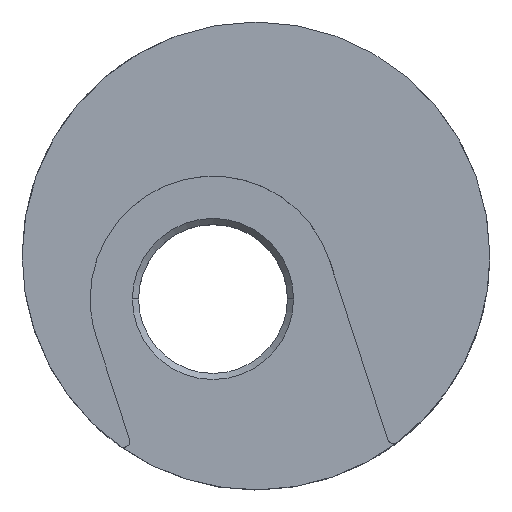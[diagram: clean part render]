
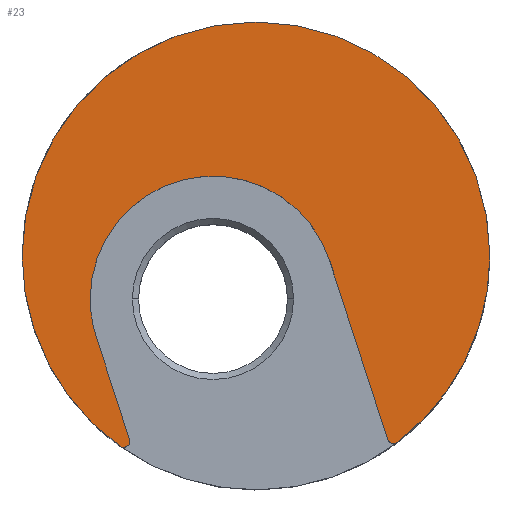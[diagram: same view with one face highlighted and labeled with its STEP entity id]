
A CAD part, top view. The second image highlights one B-rep face of the part: STEP entity #23.
In plain terms, the highlighted planar face has unit normal (0, 0, 1).
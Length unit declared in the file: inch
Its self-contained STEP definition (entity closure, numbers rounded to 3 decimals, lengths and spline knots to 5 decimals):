
#10 = DIRECTION ( 'NONE',  ( 0., 0., -1. ) ) ;
#23 = ADVANCED_FACE ( 'NONE', ( #829 ), #565, .F. ) ;
#57 = ORIENTED_EDGE ( 'NONE', *, *, #1455, .F. ) ;
#131 = EDGE_CURVE ( 'NONE', #893, #1322, #1947, .T. ) ;
#162 = EDGE_CURVE ( 'NONE', #363, #2092, #1900, .T. ) ;
#214 = VERTEX_POINT ( 'NONE', #866 ) ;
#241 = CARTESIAN_POINT ( 'NONE',  ( -0.29777, -0.47251, 0. ) ) ;
#301 = CARTESIAN_POINT ( 'NONE',  ( 0.88794, 0.13794, 0. ) ) ;
#312 = EDGE_CURVE ( 'NONE', #1135, #1801, #464, .T. ) ;
#340 = DIRECTION ( 'NONE',  ( -0.309, 0.951, 0. ) ) ;
#350 = CARTESIAN_POINT ( 'NONE',  ( 0., 0., 0. ) ) ;
#363 = VERTEX_POINT ( 'NONE', #1319 ) ;
#375 = LINE ( 'NONE', #836, #1574 ) ;
#400 = DIRECTION ( 'NONE',  ( 1., 0., 0. ) ) ;
#464 = CIRCLE ( 'NONE', #1034, 0.01969 ) ;
#473 = AXIS2_PLACEMENT_3D ( 'NONE', #838, #1166, #997 ) ;
#515 = DIRECTION ( 'NONE',  ( 1., 0., 0. ) ) ;
#522 = AXIS2_PLACEMENT_3D ( 'NONE', #1064, #1546, #400 ) ;
#531 = AXIS2_PLACEMENT_3D ( 'NONE', #1165, #10, #996 ) ;
#563 = ORIENTED_EDGE ( 'NONE', *, *, #312, .F. ) ;
#565 = PLANE ( 'NONE',  #522 ) ;
#649 = VERTEX_POINT ( 'NONE', #241 ) ;
#665 = DIRECTION ( 'NONE',  ( 0., 0., 1. ) ) ;
#692 = EDGE_CURVE ( 'NONE', #1610, #363, #1542, .T. ) ;
#739 = AXIS2_PLACEMENT_3D ( 'NONE', #770, #1881, #2039 ) ;
#743 = CIRCLE ( 'NONE', #531, 0.01969 ) ;
#770 = CARTESIAN_POINT ( 'NONE',  ( 0., 0., 0. ) ) ;
#790 = CARTESIAN_POINT ( 'NONE',  ( 0.57898, -0.44416, 0. ) ) ;
#829 = FACE_OUTER_BOUND ( 'NONE', #2004, .T. ) ;
#836 = CARTESIAN_POINT ( 'NONE',  ( 0.37443, 0.12166, 0. ) ) ;
#838 = CARTESIAN_POINT ( 'NONE',  ( 0.13794, 0.13794, 0. ) ) ;
#866 = CARTESIAN_POINT ( 'NONE',  ( -0.26762, -0.45041, 0. ) ) ;
#893 = VERTEX_POINT ( 'NONE', #301 ) ;
#904 = DIRECTION ( 'NONE',  ( 0., 0., 1. ) ) ;
#905 = CARTESIAN_POINT ( 'NONE',  ( 0.56026, -0.45025, 0. ) ) ;
#950 = DIRECTION ( 'NONE',  ( 1., 0., 0. ) ) ;
#981 = ORIENTED_EDGE ( 'NONE', *, *, #162, .F. ) ;
#996 = DIRECTION ( 'NONE',  ( 1., 0., 0. ) ) ;
#997 = DIRECTION ( 'NONE',  ( 1., 0., 0. ) ) ;
#1009 = CARTESIAN_POINT ( 'NONE',  ( -0.61206, 0.13794, 0. ) ) ;
#1034 = AXIS2_PLACEMENT_3D ( 'NONE', #790, #1905, #950 ) ;
#1048 = EDGE_CURVE ( 'NONE', #1135, #893, #1255, .T. ) ;
#1064 = CARTESIAN_POINT ( 'NONE',  ( 0.13794, 0.13794, 0. ) ) ;
#1134 = ORIENTED_EDGE ( 'NONE', *, *, #692, .F. ) ;
#1135 = VERTEX_POINT ( 'NONE', #1989 ) ;
#1165 = CARTESIAN_POINT ( 'NONE',  ( -0.28634, -0.45649, 0. ) ) ;
#1166 = DIRECTION ( 'NONE',  ( 0., 0., 1. ) ) ;
#1195 = AXIS2_PLACEMENT_3D ( 'NONE', #1336, #665, #1794 ) ;
#1206 = EDGE_CURVE ( 'NONE', #214, #649, #743, .T. ) ;
#1221 = ORIENTED_EDGE ( 'NONE', *, *, #1048, .T. ) ;
#1255 = CIRCLE ( 'NONE', #1977, 0.75 ) ;
#1263 = VECTOR ( 'NONE', #1971, 39.37008 ) ;
#1319 = CARTESIAN_POINT ( 'NONE',  ( -0.3937, 0., 0. ) ) ;
#1322 = VERTEX_POINT ( 'NONE', #1009 ) ;
#1336 = CARTESIAN_POINT ( 'NONE',  ( 0.13794, 0.13794, 0. ) ) ;
#1366 = LINE ( 'NONE', #1666, #1263 ) ;
#1395 = ORIENTED_EDGE ( 'NONE', *, *, #1911, .F. ) ;
#1455 = EDGE_CURVE ( 'NONE', #1801, #1610, #375, .T. ) ;
#1488 = ORIENTED_EDGE ( 'NONE', *, *, #1206, .F. ) ;
#1501 = DIRECTION ( 'NONE',  ( 0., 0., 1. ) ) ;
#1513 = AXIS2_PLACEMENT_3D ( 'NONE', #350, #1501, #515 ) ;
#1542 = CIRCLE ( 'NONE', #739, 0.3937 ) ;
#1546 = DIRECTION ( 'NONE',  ( 0., 0., -1. ) ) ;
#1574 = VECTOR ( 'NONE', #340, 39.37008 ) ;
#1610 = VERTEX_POINT ( 'NONE', #1743 ) ;
#1666 = CARTESIAN_POINT ( 'NONE',  ( -0.37443, -0.12166, 0. ) ) ;
#1743 = CARTESIAN_POINT ( 'NONE',  ( 0.37443, 0.12166, 0. ) ) ;
#1781 = CARTESIAN_POINT ( 'NONE',  ( -0.37443, -0.12166, 0. ) ) ;
#1794 = DIRECTION ( 'NONE',  ( 1., 0., 0. ) ) ;
#1801 = VERTEX_POINT ( 'NONE', #905 ) ;
#1847 = DIRECTION ( 'NONE',  ( 1., 0., 0. ) ) ;
#1881 = DIRECTION ( 'NONE',  ( 0., 0., 1. ) ) ;
#1882 = ORIENTED_EDGE ( 'NONE', *, *, #1949, .T. ) ;
#1900 = CIRCLE ( 'NONE', #1513, 0.3937 ) ;
#1905 = DIRECTION ( 'NONE',  ( 0., 0., -1. ) ) ;
#1911 = EDGE_CURVE ( 'NONE', #2092, #214, #1366, .T. ) ;
#1947 = CIRCLE ( 'NONE', #1195, 0.75 ) ;
#1949 = EDGE_CURVE ( 'NONE', #1322, #649, #2041, .T. ) ;
#1971 = DIRECTION ( 'NONE',  ( 0.309, -0.951, 0. ) ) ;
#1977 = AXIS2_PLACEMENT_3D ( 'NONE', #2018, #904, #1847 ) ;
#1989 = CARTESIAN_POINT ( 'NONE',  ( 0.59087, -0.45985, 0. ) ) ;
#2004 = EDGE_LOOP ( 'NONE', ( #1395, #981, #1134, #57, #563, #1221, #2023, #1882, #1488 ) ) ;
#2018 = CARTESIAN_POINT ( 'NONE',  ( 0.13794, 0.13794, 0. ) ) ;
#2023 = ORIENTED_EDGE ( 'NONE', *, *, #131, .T. ) ;
#2039 = DIRECTION ( 'NONE',  ( 1., 0., 0. ) ) ;
#2041 = CIRCLE ( 'NONE', #473, 0.75 ) ;
#2092 = VERTEX_POINT ( 'NONE', #1781 ) ;
